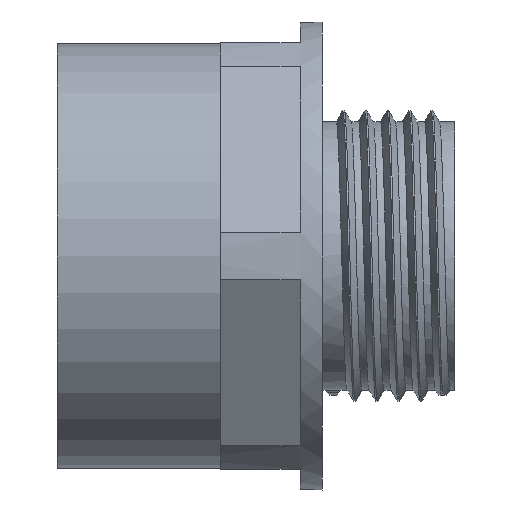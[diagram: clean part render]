
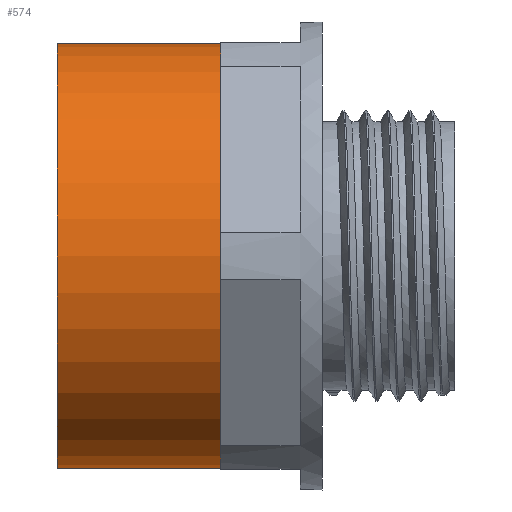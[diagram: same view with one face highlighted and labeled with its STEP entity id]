
A CAD part, front view. The second image highlights one B-rep face of the part: STEP entity #574.
In plain terms, the highlighted cylindrical face has radius 14.45 mm (diameter 28.9 mm), a full revolution.
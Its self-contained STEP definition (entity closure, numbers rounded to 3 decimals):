
#22=FACE_BOUND('',#147,.T.);
#63=CIRCLE('',#624,14.45);
#67=CIRCLE('',#632,14.45);
#105=FACE_OUTER_BOUND('',#146,.T.);
#146=EDGE_LOOP('',(#497));
#147=EDGE_LOOP('',(#498));
#292=VERTEX_POINT('',#3750);
#296=VERTEX_POINT('',#3762);
#370=EDGE_CURVE('',#292,#292,#63,.T.);
#374=EDGE_CURVE('',#296,#296,#67,.T.);
#497=ORIENTED_EDGE('',*,*,#370,.F.);
#498=ORIENTED_EDGE('',*,*,#374,.T.);
#541=CYLINDRICAL_SURFACE('',#633,14.45);
#574=ADVANCED_FACE('',(#105,#22),#541,.T.);
#624=AXIS2_PLACEMENT_3D('',#3751,#750,#751);
#632=AXIS2_PLACEMENT_3D('',#3763,#766,#767);
#633=AXIS2_PLACEMENT_3D('',#3764,#768,#769);
#750=DIRECTION('center_axis',(1.,0.,0.));
#751=DIRECTION('ref_axis',(0.,0.,-1.));
#766=DIRECTION('center_axis',(1.,0.,0.));
#767=DIRECTION('ref_axis',(0.,0.,-1.));
#768=DIRECTION('center_axis',(1.,0.,0.));
#769=DIRECTION('ref_axis',(0.,1.,0.));
#3750=CARTESIAN_POINT('',(-15.91,14.45,0.));
#3751=CARTESIAN_POINT('Origin',(-15.91,0.,0.));
#3762=CARTESIAN_POINT('',(-27.,14.45,0.));
#3763=CARTESIAN_POINT('Origin',(-27.,0.,0.));
#3764=CARTESIAN_POINT('Origin',(-21.455,0.,0.));
